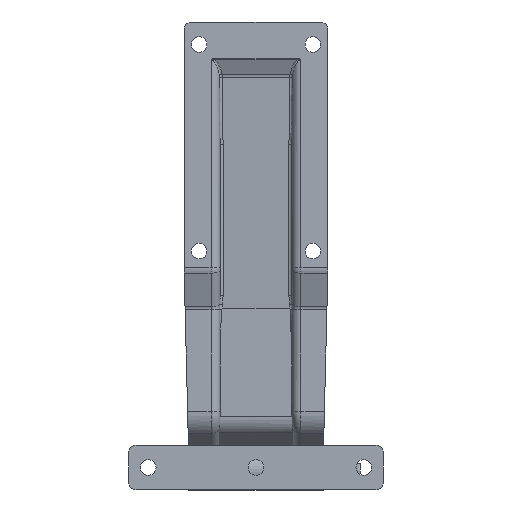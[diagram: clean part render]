
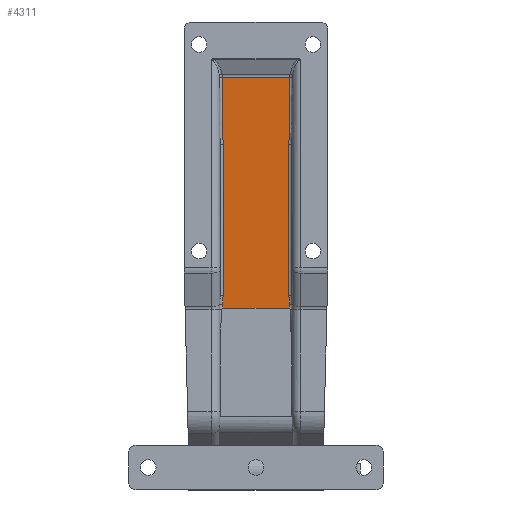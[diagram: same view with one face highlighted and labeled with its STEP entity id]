
A CAD part, front view. The second image highlights one B-rep face of the part: STEP entity #4311.
In plain terms, the highlighted face is planar.
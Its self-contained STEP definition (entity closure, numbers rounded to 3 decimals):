
#1071 = EDGE_LOOP ( 'NONE', ( #1329, #1332, #1331, #1333, #1334, #1335, #1336, #1337, #1338, #1339 ) ) ;
#1329 = ORIENTED_EDGE ( 'NONE', *, *, #4413, .F. ) ;
#1331 = ORIENTED_EDGE ( 'NONE', *, *, #4421, .T. ) ;
#1332 = ORIENTED_EDGE ( 'NONE', *, *, #4420, .T. ) ;
#1333 = ORIENTED_EDGE ( 'NONE', *, *, #4422, .T. ) ;
#1334 = ORIENTED_EDGE ( 'NONE', *, *, #4423, .T. ) ;
#1335 = ORIENTED_EDGE ( 'NONE', *, *, #4424, .T. ) ;
#1336 = ORIENTED_EDGE ( 'NONE', *, *, #4425, .T. ) ;
#1337 = ORIENTED_EDGE ( 'NONE', *, *, #4426, .T. ) ;
#1338 = ORIENTED_EDGE ( 'NONE', *, *, #4427, .T. ) ;
#1339 = ORIENTED_EDGE ( 'NONE', *, *, #4428, .T. ) ;
#1617 = VERTEX_POINT ( 'NONE', #8025 ) ;
#1619 = VERTEX_POINT ( 'NONE', #8027 ) ;
#1623 = VERTEX_POINT ( 'NONE', #8031 ) ;
#1625 = VERTEX_POINT ( 'NONE', #8033 ) ;
#1626 = VERTEX_POINT ( 'NONE', #8034 ) ;
#1627 = VERTEX_POINT ( 'NONE', #8035 ) ;
#1628 = VERTEX_POINT ( 'NONE', #8036 ) ;
#1629 = VERTEX_POINT ( 'NONE', #8037 ) ;
#1630 = VERTEX_POINT ( 'NONE', #8038 ) ;
#1631 = VERTEX_POINT ( 'NONE', #8039 ) ;
#2674 = B_SPLINE_CURVE_WITH_KNOTS ( 'NONE', 3,
 ( #6963, #6967, #6968, #6969 ),
 .UNSPECIFIED., .F., .F.,
 ( 4, 4 ),
 ( 0., 0.003 ),
 .UNSPECIFIED. ) ;
#2675 =( BOUNDED_CURVE ( )  B_SPLINE_CURVE ( 3, ( #6970, #6971, #6972, #6973 ),
 .UNSPECIFIED., .F., .F. ) 
 B_SPLINE_CURVE_WITH_KNOTS ( ( 4, 4 ),
 ( 1.376, 1.571 ),
 .UNSPECIFIED. ) 
 CURVE ( )  GEOMETRIC_REPRESENTATION_ITEM ( )  RATIONAL_B_SPLINE_CURVE ( ( 1., 0.997, 0.997, 1. ) ) 
 REPRESENTATION_ITEM ( '' )  );
#2676 =( BOUNDED_CURVE ( )  B_SPLINE_CURVE ( 3, ( #6977, #6978, #6979, #6980 ),
 .UNSPECIFIED., .F., .T. ) 
 B_SPLINE_CURVE_WITH_KNOTS ( ( 4, 4 ),
 ( 1.571, 1.938 ),
 .UNSPECIFIED. ) 
 CURVE ( )  GEOMETRIC_REPRESENTATION_ITEM ( )  RATIONAL_B_SPLINE_CURVE ( ( 1., 0.989, 0.989, 1. ) ) 
 REPRESENTATION_ITEM ( '' )  );
#2677 =( BOUNDED_CURVE ( )  B_SPLINE_CURVE ( 3, ( #6984, #6985, #6986, #6987 ),
 .UNSPECIFIED., .F., .T. ) 
 B_SPLINE_CURVE_WITH_KNOTS ( ( 4, 4 ),
 ( 1.204, 1.571 ),
 .UNSPECIFIED. ) 
 CURVE ( )  GEOMETRIC_REPRESENTATION_ITEM ( )  RATIONAL_B_SPLINE_CURVE ( ( 1., 0.989, 0.989, 1. ) ) 
 REPRESENTATION_ITEM ( '' )  );
#2678 =( BOUNDED_CURVE ( )  B_SPLINE_CURVE ( 3, ( #6991, #6992, #6993, #6994 ),
 .UNSPECIFIED., .F., .F. ) 
 B_SPLINE_CURVE_WITH_KNOTS ( ( 4, 4 ),
 ( 1.571, 1.766 ),
 .UNSPECIFIED. ) 
 CURVE ( )  GEOMETRIC_REPRESENTATION_ITEM ( )  RATIONAL_B_SPLINE_CURVE ( ( 1., 0.997, 0.997, 1. ) ) 
 REPRESENTATION_ITEM ( '' )  );
#2679 = B_SPLINE_CURVE_WITH_KNOTS ( 'NONE', 3,
 ( #6995, #6996, #6997, #6998 ),
 .UNSPECIFIED., .F., .F.,
 ( 4, 4 ),
 ( 0., 0.003 ),
 .UNSPECIFIED. ) ;
#4311 = ADVANCED_FACE ( 'NONE', ( #5713 ), #6470, .F. ) ;
#4413 = EDGE_CURVE ( 'NONE', #1617, #1619, #6924, .T. ) ;
#4420 = EDGE_CURVE ( 'NONE', #1617, #1623, #2674, .T. ) ;
#4421 = EDGE_CURVE ( 'NONE', #1623, #1625, #2675, .T. ) ;
#4422 = EDGE_CURVE ( 'NONE', #1625, #1627, #6974, .T. ) ;
#4423 = EDGE_CURVE ( 'NONE', #1627, #1626, #2676, .T. ) ;
#4424 = EDGE_CURVE ( 'NONE', #1626, #1628, #6981, .T. ) ;
#4425 = EDGE_CURVE ( 'NONE', #1628, #1630, #2677, .T. ) ;
#4426 = EDGE_CURVE ( 'NONE', #1630, #1629, #6988, .T. ) ;
#4427 = EDGE_CURVE ( 'NONE', #1629, #1631, #2678, .T. ) ;
#4428 = EDGE_CURVE ( 'NONE', #1631, #1619, #2679, .T. ) ;
#5182 = VECTOR ( 'NONE', #6926, 1000. ) ;
#5185 = VECTOR ( 'NONE', #6976, 1000. ) ;
#5186 = VECTOR ( 'NONE', #6983, 1000. ) ;
#5189 = VECTOR ( 'NONE', #6990, 1000. ) ;
#5713 = FACE_OUTER_BOUND ( 'NONE', #1071, .T. ) ;
#5716 = AXIS2_PLACEMENT_3D ( 'NONE', #6471, #6472, #6473 ) ;
#6470 = PLANE ( 'NONE',  #5716 ) ;
#6471 = CARTESIAN_POINT ( 'NONE',  ( 262.915, -32.374, -24. ) ) ;
#6472 = DIRECTION ( 'NONE',  ( 0.064, 0.998, 0. ) ) ;
#6473 = DIRECTION ( 'NONE',  ( -0.998, 0.064, 0. ) ) ;
#6924 = LINE ( 'NONE', #6925, #5182 ) ;
#6925 = CARTESIAN_POINT ( 'NONE',  ( 108.966, -22.5, -24. ) ) ;
#6926 = DIRECTION ( 'NONE',  ( 0., 0., 1. ) ) ;
#6963 = CARTESIAN_POINT ( 'NONE',  ( 108.966, -22.5, -22.243 ) ) ;
#6967 = CARTESIAN_POINT ( 'NONE',  ( 109.852, -22.557, -22.238 ) ) ;
#6968 = CARTESIAN_POINT ( 'NONE',  ( 110.737, -22.614, -22.2 ) ) ;
#6969 = CARTESIAN_POINT ( 'NONE',  ( 111.621, -22.67, -22.151 ) ) ;
#6970 = CARTESIAN_POINT ( 'NONE',  ( 111.621, -22.67, -22.151 ) ) ;
#6971 = CARTESIAN_POINT ( 'NONE',  ( 113.455, -22.788, -22.051 ) ) ;
#6972 = CARTESIAN_POINT ( 'NONE',  ( 115.315, -22.907, -22. ) ) ;
#6973 = CARTESIAN_POINT ( 'NONE',  ( 117.183, -23.027, -22. ) ) ;
#6974 = LINE ( 'NONE', #6975, #5185 ) ;
#6975 = CARTESIAN_POINT ( 'NONE',  ( 262.915, -32.374, -22. ) ) ;
#6976 = DIRECTION ( 'NONE',  ( 0.998, -0.064, 0. ) ) ;
#6977 = CARTESIAN_POINT ( 'NONE',  ( 218.164, -29.504, -22. ) ) ;
#6978 = CARTESIAN_POINT ( 'NONE',  ( 233.507, -30.488, -22. ) ) ;
#6979 = CARTESIAN_POINT ( 'NONE',  ( 248.593, -31.456, -22.18 ) ) ;
#6980 = CARTESIAN_POINT ( 'NONE',  ( 262.915, -32.374, -22.533 ) ) ;
#6981 = LINE ( 'NONE', #6982, #5186 ) ;
#6982 = CARTESIAN_POINT ( 'NONE',  ( 262.915, -32.374, -24. ) ) ;
#6983 = DIRECTION ( 'NONE',  ( 0., 0., 1. ) ) ;
#6984 = CARTESIAN_POINT ( 'NONE',  ( 262.915, -32.374, 22.533 ) ) ;
#6985 = CARTESIAN_POINT ( 'NONE',  ( 248.593, -31.456, 22.18 ) ) ;
#6986 = CARTESIAN_POINT ( 'NONE',  ( 233.507, -30.488, 22. ) ) ;
#6987 = CARTESIAN_POINT ( 'NONE',  ( 218.164, -29.504, 22. ) ) ;
#6988 = LINE ( 'NONE', #6989, #5189 ) ;
#6989 = CARTESIAN_POINT ( 'NONE',  ( 108.966, -22.5, 22. ) ) ;
#6990 = DIRECTION ( 'NONE',  ( -0.998, 0.064, 0. ) ) ;
#6991 = CARTESIAN_POINT ( 'NONE',  ( 117.183, -23.027, 22. ) ) ;
#6992 = CARTESIAN_POINT ( 'NONE',  ( 115.315, -22.907, 22. ) ) ;
#6993 = CARTESIAN_POINT ( 'NONE',  ( 113.455, -22.788, 22.051 ) ) ;
#6994 = CARTESIAN_POINT ( 'NONE',  ( 111.621, -22.67, 22.151 ) ) ;
#6995 = CARTESIAN_POINT ( 'NONE',  ( 111.621, -22.67, 22.151 ) ) ;
#6996 = CARTESIAN_POINT ( 'NONE',  ( 110.737, -22.614, 22.2 ) ) ;
#6997 = CARTESIAN_POINT ( 'NONE',  ( 109.852, -22.557, 22.238 ) ) ;
#6998 = CARTESIAN_POINT ( 'NONE',  ( 108.966, -22.5, 22.243 ) ) ;
#8025 = CARTESIAN_POINT ( 'NONE',  ( 108.966, -22.5, -22.243 ) ) ;
#8027 = CARTESIAN_POINT ( 'NONE',  ( 108.966, -22.5, 22.243 ) ) ;
#8031 = CARTESIAN_POINT ( 'NONE',  ( 111.621, -22.67, -22.151 ) ) ;
#8033 = CARTESIAN_POINT ( 'NONE',  ( 117.183, -23.027, -22. ) ) ;
#8034 = CARTESIAN_POINT ( 'NONE',  ( 262.915, -32.374, -22.533 ) ) ;
#8035 = CARTESIAN_POINT ( 'NONE',  ( 218.164, -29.504, -22. ) ) ;
#8036 = CARTESIAN_POINT ( 'NONE',  ( 262.915, -32.374, 22.533 ) ) ;
#8037 = CARTESIAN_POINT ( 'NONE',  ( 117.183, -23.027, 22. ) ) ;
#8038 = CARTESIAN_POINT ( 'NONE',  ( 218.164, -29.504, 22. ) ) ;
#8039 = CARTESIAN_POINT ( 'NONE',  ( 111.621, -22.67, 22.151 ) ) ;
